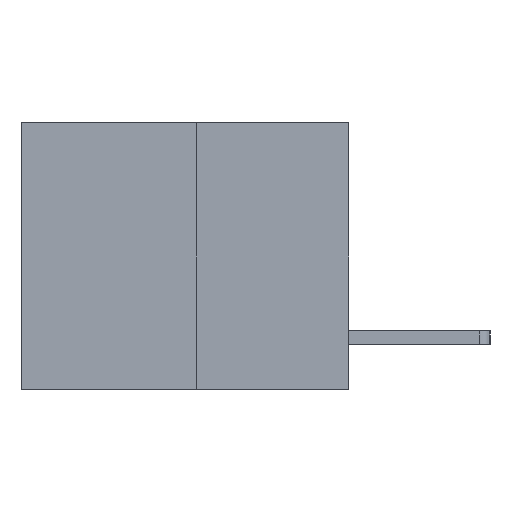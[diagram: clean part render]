
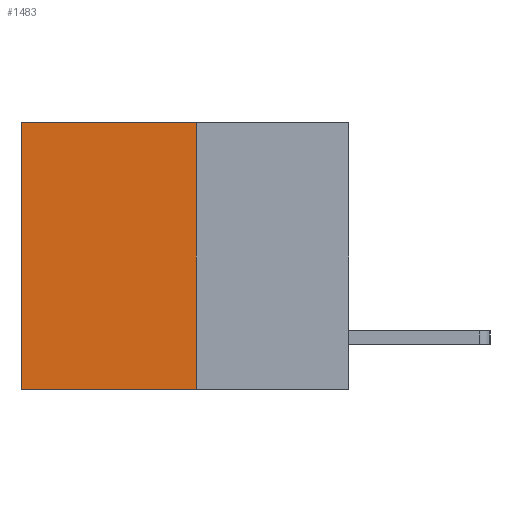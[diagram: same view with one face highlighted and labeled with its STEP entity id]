
A CAD part, left-side view. The second image highlights one B-rep face of the part: STEP entity #1483.
In plain terms, the highlighted planar face has unit normal (-1, 0, 0).
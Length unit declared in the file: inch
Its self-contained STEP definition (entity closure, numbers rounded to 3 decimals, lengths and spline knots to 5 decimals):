
#11 = DIRECTION ( 'NONE',  ( 1., 0., 0. ) ) ;
#48 = DIRECTION ( 'NONE',  ( 0., 0., -1. ) ) ;
#848 = EDGE_CURVE ( 'NONE', #5265, #8173, #1322, .T. ) ;
#927 = ORIENTED_EDGE ( 'NONE', *, *, #2668, .T. ) ;
#1322 = LINE ( 'NONE', #9589, #9285 ) ;
#1483 = ADVANCED_FACE ( 'NONE', ( #1549 ), #5040, .F. ) ;
#1549 = FACE_OUTER_BOUND ( 'NONE', #7393, .T. ) ;
#2100 = VERTEX_POINT ( 'NONE', #7817 ) ;
#2443 = CARTESIAN_POINT ( 'NONE',  ( 0.3165, 0.28, -0.49 ) ) ;
#2668 = EDGE_CURVE ( 'NONE', #2100, #8173, #7680, .T. ) ;
#2866 = ORIENTED_EDGE ( 'NONE', *, *, #6222, .F. ) ;
#3163 = CARTESIAN_POINT ( 'NONE',  ( 0.3165, 0.28, -0.49 ) ) ;
#3458 = DIRECTION ( 'NONE',  ( 0., 1., 0. ) ) ;
#4186 = LINE ( 'NONE', #3163, #6848 ) ;
#4296 = LINE ( 'NONE', #4406, #10616 ) ;
#4406 = CARTESIAN_POINT ( 'NONE',  ( 0.3165, 0.28, 0. ) ) ;
#4818 = VERTEX_POINT ( 'NONE', #5483 ) ;
#5040 = PLANE ( 'NONE',  #8390 ) ;
#5265 = VERTEX_POINT ( 'NONE', #9514 ) ;
#5483 = CARTESIAN_POINT ( 'NONE',  ( 0.3165, 0.28, 0. ) ) ;
#6222 = EDGE_CURVE ( 'NONE', #4818, #5265, #4186, .T. ) ;
#6848 = VECTOR ( 'NONE', #8929, 39.37008 ) ;
#7281 = CARTESIAN_POINT ( 'NONE',  ( 0.3165, 0.6, -0.49 ) ) ;
#7393 = EDGE_LOOP ( 'NONE', ( #927, #9223, #2866, #9953 ) ) ;
#7680 = LINE ( 'NONE', #10178, #9903 ) ;
#7817 = CARTESIAN_POINT ( 'NONE',  ( 0.3165, 0.6, 0. ) ) ;
#8173 = VERTEX_POINT ( 'NONE', #7281 ) ;
#8390 = AXIS2_PLACEMENT_3D ( 'NONE', #2443, #11, #48 ) ;
#8708 = DIRECTION ( 'NONE',  ( 0., 0., -1. ) ) ;
#8929 = DIRECTION ( 'NONE',  ( 0., 0., -1. ) ) ;
#9223 = ORIENTED_EDGE ( 'NONE', *, *, #848, .F. ) ;
#9285 = VECTOR ( 'NONE', #9553, 39.37008 ) ;
#9514 = CARTESIAN_POINT ( 'NONE',  ( 0.3165, 0.28, -0.49 ) ) ;
#9553 = DIRECTION ( 'NONE',  ( 0., 1., 0. ) ) ;
#9589 = CARTESIAN_POINT ( 'NONE',  ( 0.3165, 0.28, -0.49 ) ) ;
#9903 = VECTOR ( 'NONE', #8708, 39.37008 ) ;
#9953 = ORIENTED_EDGE ( 'NONE', *, *, #10320, .T. ) ;
#10178 = CARTESIAN_POINT ( 'NONE',  ( 0.3165, 0.6, -0.49 ) ) ;
#10320 = EDGE_CURVE ( 'NONE', #4818, #2100, #4296, .T. ) ;
#10616 = VECTOR ( 'NONE', #3458, 39.37008 ) ;
